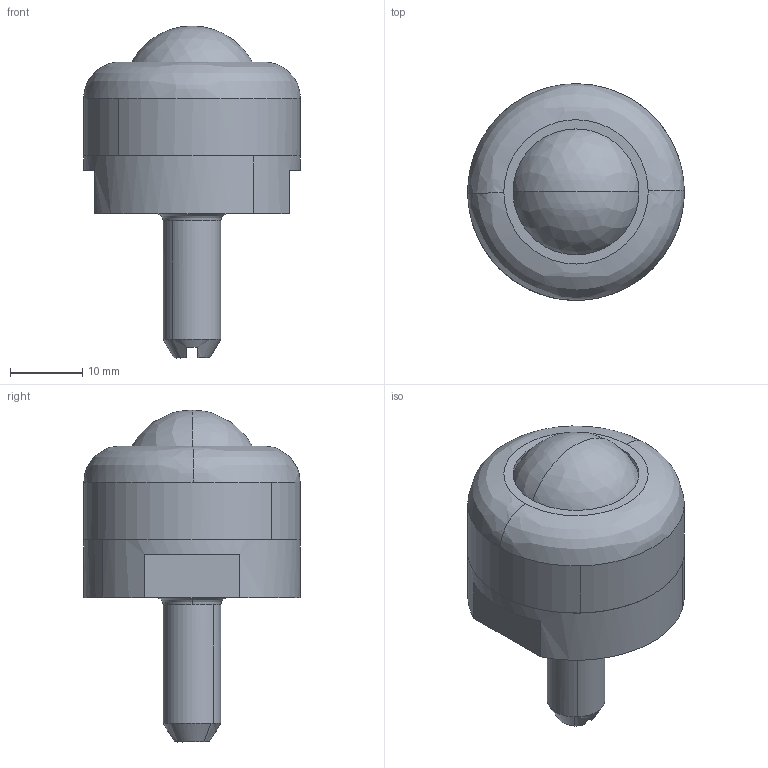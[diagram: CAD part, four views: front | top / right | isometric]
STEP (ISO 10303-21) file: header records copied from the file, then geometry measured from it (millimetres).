
FILE_DESCRIPTION((''),'2;1');
FILE_NAME('','2009-01-19T14:00:49',(''),(''),'','CADfix','');
FILE_SCHEMA(('AUTOMOTIVE_DESIGN { 1 0 10303 214 1 1 1 1 }'));
Length unit declared in the file: millimetre
Bounding box: 30 x 30 x 46 mm (x, y, z)
Volume: 11038.7 mm3; surface area: 6699 mm2
Topology: 3 solids, 3 shells, 35 faces, 134 edges, 108 vertices
Faces by surface type: bspline 35
Entity records: 2434 total; most frequent: CARTESIAN_POINT 1613, ORIENTED_EDGE 268, EDGE_CURVE 134, VERTEX_POINT 108, B_SPLINE_CURVE_WITH_KNOTS 98, EDGE_LOOP 40, QUASI_UNIFORM_CURVE 36, FACE_OUTER_BOUND 35
